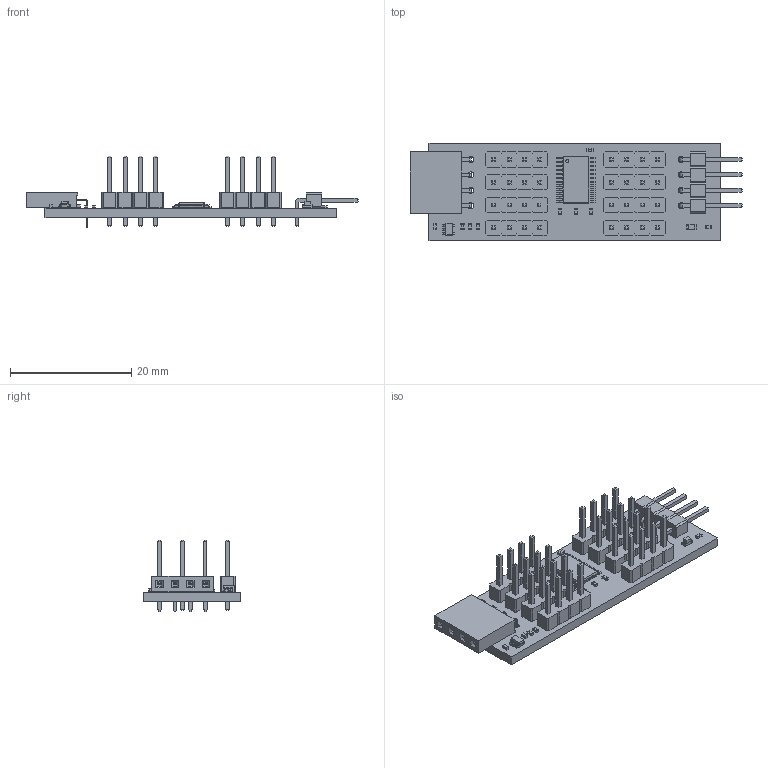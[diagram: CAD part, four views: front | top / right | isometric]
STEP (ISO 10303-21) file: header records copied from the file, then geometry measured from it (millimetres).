
FILE_DESCRIPTION(('KiCad electronic assembly'),'2;1');
FILE_NAME('BusChain.step','2025-01-26T22:32:56',('Pcbnew'),('Kicad'), 'Open CASCADE STEP processor 7.6','KiCad to STEP converter','Unknown' );
FILE_SCHEMA(('AUTOMOTIVE_DESIGN { 1 0 10303 214 1 1 1 1 }'));
Length unit declared in the file: millimetre
Products named in the file (18): BusChain 1; PinHeader_1x04_P2.54mm_Vertical; SOLID; R_0402_1005Metric; SOT-353_SC-70-5; C_0402_1005Metric; PinSocket_1x04_P2.54mm_Horizontal; PinHeader_1x04_P2.54mm_Horizontal; LED_0603_1608Metric; TSSOP-24_4.4x7.8mm_P0.65mm; PCB
Assembly tree (31 placements, depth 3):
  BusChain 1
    PinHeader_1x04_P2.54mm_Vertical  x8
      SOLID
    R_0402_1005Metric  x6
      SOLID
    SOT-353_SC-70-5
      SOLID
    C_0402_1005Metric  x3
      SOLID
    PinSocket_1x04_P2.54mm_Horizontal
      SOLID
    PinHeader_1x04_P2.54mm_Horizontal
      SOLID
    LED_0603_1608Metric
      SOLID
    TSSOP-24_4.4x7.8mm_P0.65mm
      SOLID
    PCB
Bounding box: 54.7 x 16 x 11.84 mm (x, y, z)
Volume: 2134.9 mm3; surface area: 4306 mm2
Topology: 23 solids, 23 shells, 1898 faces, 4770 edges, 3010 vertices
Faces by surface type: plane 1560, cylinder 261, bspline 77
Full cylindrical faces by diameter (mm): 0.5 x1, 1 x40
Entity records: 72281 total; most frequent: CARTESIAN_POINT 12566, DIRECTION 9718, LINE 6835, VECTOR 6835, ORIENTED_EDGE 5240, PCURVE 5240, DEFINITIONAL_REPRESENTATION 5240, EDGE_CURVE 2620
